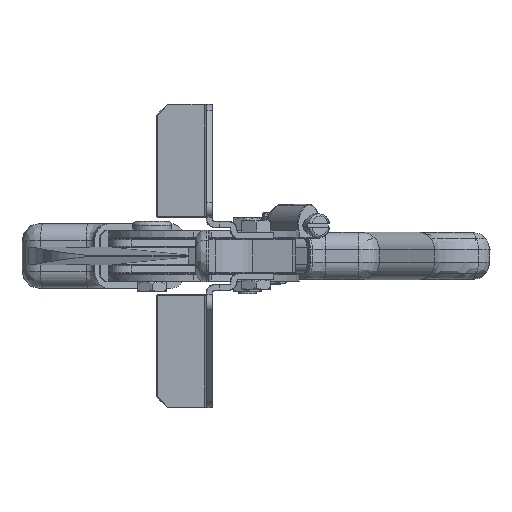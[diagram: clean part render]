
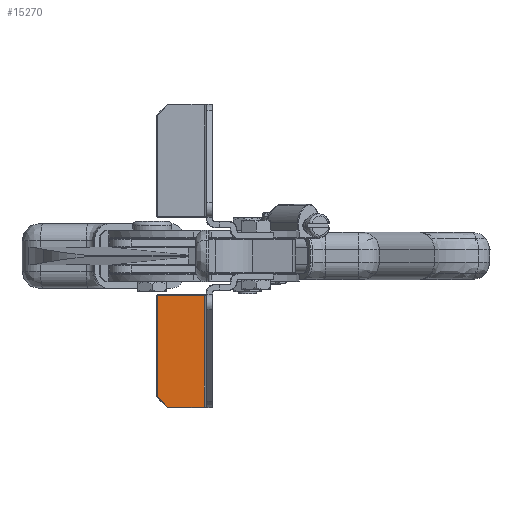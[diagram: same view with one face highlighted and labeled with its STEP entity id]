
A CAD part, left-side view. The second image highlights one B-rep face of the part: STEP entity #15270.
In plain terms, the highlighted planar face has unit normal (-1, 0, 0).
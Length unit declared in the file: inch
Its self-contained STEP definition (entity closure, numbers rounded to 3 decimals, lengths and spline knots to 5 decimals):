
#2566 = AXIS2_PLACEMENT_3D ( 'NONE', #13629, #17214, #42158 ) ;
#2832 = LINE ( 'NONE', #24861, #11852 ) ;
#3871 = VECTOR ( 'NONE', #16800, 39.37008 ) ;
#4974 = ORIENTED_EDGE ( 'NONE', *, *, #20209, .F. ) ;
#5662 = CARTESIAN_POINT ( 'NONE',  ( -7.28346, -1.15087, -1.37402 ) ) ;
#6240 = LINE ( 'NONE', #15478, #35875 ) ;
#6277 = DIRECTION ( 'NONE',  ( 0., 1., 0. ) ) ;
#6444 = LINE ( 'NONE', #41210, #3871 ) ;
#11621 = ORIENTED_EDGE ( 'NONE', *, *, #46456, .F. ) ;
#11852 = VECTOR ( 'NONE', #29115, 39.37008 ) ;
#11964 = VERTEX_POINT ( 'NONE', #5662 ) ;
#13031 = CARTESIAN_POINT ( 'NONE',  ( -7.28346, -0.81786, -1.37402 ) ) ;
#13144 = LINE ( 'NONE', #42337, #27907 ) ;
#13326 = ORIENTED_EDGE ( 'NONE', *, *, #45751, .F. ) ;
#13629 = CARTESIAN_POINT ( 'NONE',  ( -7.28346, -0.72174, -1.37402 ) ) ;
#15270 = ADVANCED_FACE ( 'NONE', ( #28397 ), #25314, .F. ) ;
#15478 = CARTESIAN_POINT ( 'NONE',  ( -7.28346, -0.72174, -1.37402 ) ) ;
#16180 = CARTESIAN_POINT ( 'NONE',  ( -7.28346, -0.72174, -0.35827 ) ) ;
#16800 = DIRECTION ( 'NONE',  ( 0., 0., -1. ) ) ;
#17214 = DIRECTION ( 'NONE',  ( 1., 0., 0. ) ) ;
#17620 = ORIENTED_EDGE ( 'NONE', *, *, #27405, .F. ) ;
#20209 = EDGE_CURVE ( 'NONE', #11964, #22830, #47514, .T. ) ;
#22830 = VERTEX_POINT ( 'NONE', #13031 ) ;
#24861 = CARTESIAN_POINT ( 'NONE',  ( -7.28346, -0.81786, -1.37402 ) ) ;
#25314 = PLANE ( 'NONE',  #2566 ) ;
#27405 = EDGE_CURVE ( 'NONE', #52410, #34686, #13144, .T. ) ;
#27471 = DIRECTION ( 'NONE',  ( 0., 0., 1. ) ) ;
#27907 = VECTOR ( 'NONE', #42521, 39.37008 ) ;
#28171 = VECTOR ( 'NONE', #6277, 39.37008 ) ;
#28397 = FACE_OUTER_BOUND ( 'NONE', #46661, .T. ) ;
#29115 = DIRECTION ( 'NONE',  ( 0., 0.707, 0.707 ) ) ;
#32422 = VERTEX_POINT ( 'NONE', #37972 ) ;
#34686 = VERTEX_POINT ( 'NONE', #43757 ) ;
#35875 = VECTOR ( 'NONE', #27471, 39.37008 ) ;
#37972 = CARTESIAN_POINT ( 'NONE',  ( -7.28346, -0.72174, -1.2779 ) ) ;
#41210 = CARTESIAN_POINT ( 'NONE',  ( -7.28346, -1.15087, -1.37402 ) ) ;
#42158 = DIRECTION ( 'NONE',  ( 0., 0., -1. ) ) ;
#42337 = CARTESIAN_POINT ( 'NONE',  ( -7.28346, -0.72174, -0.35827 ) ) ;
#42521 = DIRECTION ( 'NONE',  ( 0., -1., 0. ) ) ;
#43757 = CARTESIAN_POINT ( 'NONE',  ( -7.28346, -1.15087, -0.35827 ) ) ;
#45751 = EDGE_CURVE ( 'NONE', #34686, #11964, #6444, .T. ) ;
#46456 = EDGE_CURVE ( 'NONE', #32422, #52410, #6240, .T. ) ;
#46661 = EDGE_LOOP ( 'NONE', ( #4974, #13326, #17620, #11621, #51465 ) ) ;
#47514 = LINE ( 'NONE', #50565, #28171 ) ;
#50565 = CARTESIAN_POINT ( 'NONE',  ( -7.28346, -1.15087, -1.37402 ) ) ;
#51465 = ORIENTED_EDGE ( 'NONE', *, *, #52213, .F. ) ;
#52213 = EDGE_CURVE ( 'NONE', #22830, #32422, #2832, .T. ) ;
#52410 = VERTEX_POINT ( 'NONE', #16180 ) ;
